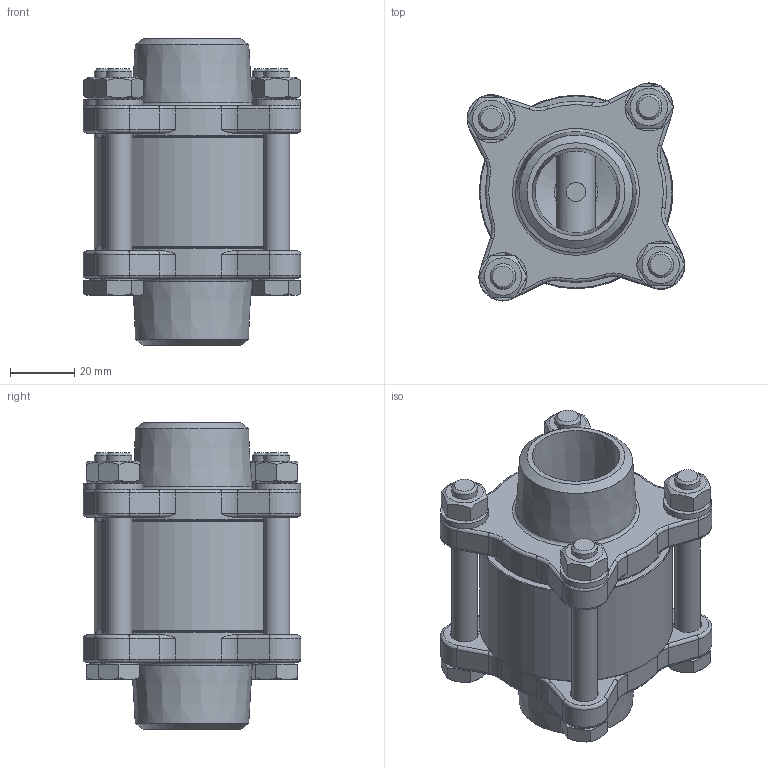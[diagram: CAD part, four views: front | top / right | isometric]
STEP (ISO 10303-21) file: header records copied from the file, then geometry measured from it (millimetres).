
FILE_DESCRIPTION((''),'2;1');
FILE_NAME('5114_025.stp','2010-11-24T07:19:17',('gi'),(''),'Autodesk Inventor 2009','Autodesk Inventor 2009','');
FILE_SCHEMA(('AUTOMOTIVE_DESIGN { 1 0 10303 214 1 1 1 1 }'));
Length unit declared in the file: millimetre
Products named in the file (1): 5114_025
Bounding box: 67.59 x 67.57 x 95 mm (x, y, z)
Surface area: 55068.5 mm2 (no closed solid volume)
Topology: 0 solids, 1 shells, 596 faces, 1488 edges, 934 vertices
Faces by surface type: plane 186, bspline 156, cylinder 134, torus 73, cone 47
Full cylindrical faces by diameter (mm): 6 x1, 8 x8, 8.7 x8, 10 x1, 11.63 x4, 12 x1, 31 x1, 35.2 x2, 37 x1, 48 x2, 49 x1, 52 x2, 56.2 x2, 60 x1
Entity records: 44524 total; most frequent: CARTESIAN_POINT 31047, ORIENTED_EDGE 2752, DIRECTION 2396, EDGE_CURVE 1376, AXIS2_PLACEMENT_3D 935, VERTEX_POINT 899, EDGE_LOOP 743, FACE_OUTER_BOUND 596
